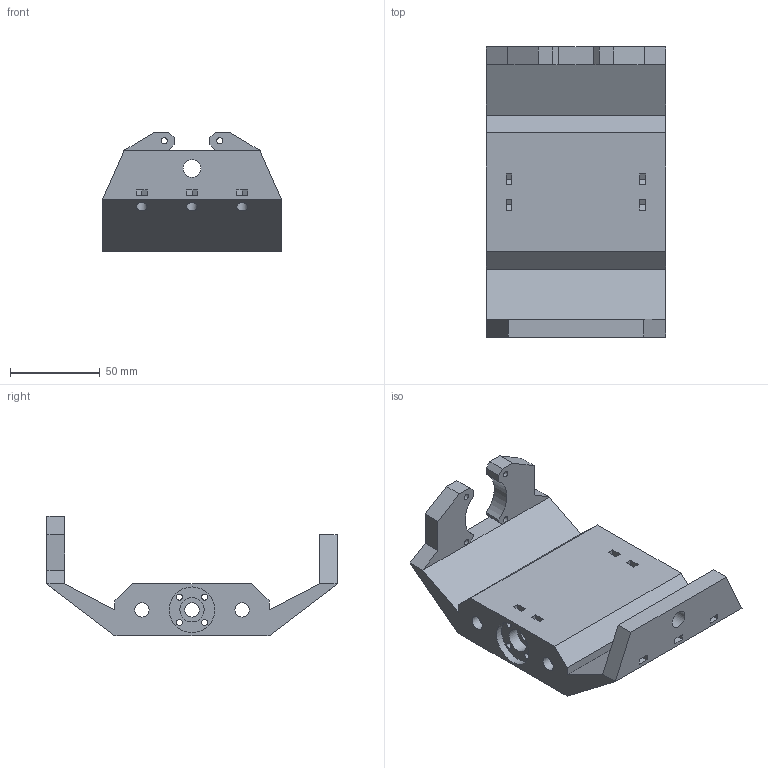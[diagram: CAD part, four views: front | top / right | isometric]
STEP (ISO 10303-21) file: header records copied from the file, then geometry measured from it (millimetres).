
FILE_DESCRIPTION(('FreeCAD Model'),'2;1');
FILE_NAME( 'x-carriage-full.step', '2020-03-27T08:12:46',('Author'),(''), 'Open CASCADE STEP processor 7.3','FreeCAD','Unknown');
FILE_SCHEMA(('AUTOMOTIVE_DESIGN { 1 0 10303 214 1 1 1 1 }'));
Length unit declared in the file: millimetre
Products named in the file (1): x-carriage-full
Bounding box: 100 x 162 x 66.75 mm (x, y, z)
Volume: 310382.1 mm3; surface area: 71386.6 mm2
Topology: 1 solids, 3 shells, 221 faces, 528 edges, 348 vertices
Faces by surface type: plane 170, cylinder 51
Full cylindrical faces by diameter (mm): 3.2 x10, 3.4 x16, 6 x5, 8.1 x9, 10 x1, 13.5 x2, 15.1 x4, 25.5 x2
Entity records: 13582 total; most frequent: CARTESIAN_POINT 2585, DIRECTION 2069, LINE 1375, VECTOR 1375, ORIENTED_EDGE 1056, PCURVE 1056, DEFINITIONAL_REPRESENTATION 1056, EDGE_CURVE 528
